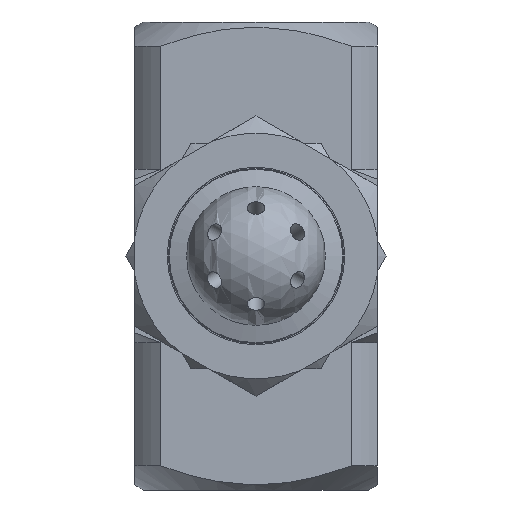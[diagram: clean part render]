
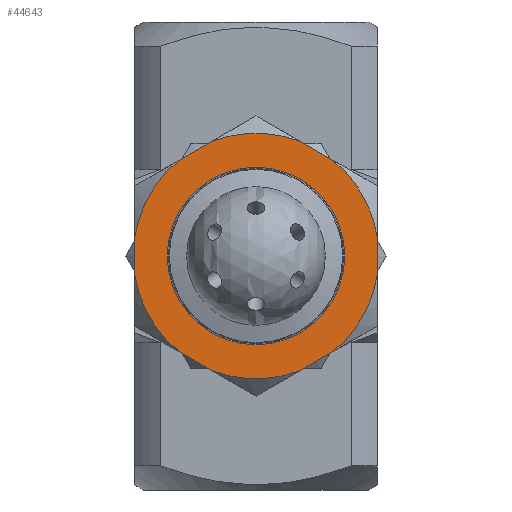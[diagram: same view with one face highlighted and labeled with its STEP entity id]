
A CAD part, front view. The second image highlights one B-rep face of the part: STEP entity #44643.
In plain terms, the highlighted planar face has unit normal (0, -1, 0).
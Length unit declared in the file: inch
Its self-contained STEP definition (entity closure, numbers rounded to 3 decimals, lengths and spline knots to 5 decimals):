
#43960=CARTESIAN_POINT('',(-0.32,-1.1,0.));
#43961=VERTEX_POINT('',#43960);
#43962=CARTESIAN_POINT('',(0.,-1.1,0.));
#43963=DIRECTION('',(0.0,1.0,0.0));
#43964=DIRECTION('',(-1.0,0.0,0.0));
#43965=AXIS2_PLACEMENT_3D('',#43962,#43963,#43964);
#43966=CIRCLE('',#43965,0.32);
#43967=EDGE_CURVE('',#43961,#43961,#43966,.T.);
#43979=CARTESIAN_POINT('',(0.4375,-1.1,0.06753));
#43980=VERTEX_POINT('',#43979);
#43994=CARTESIAN_POINT('',(0.4375,-1.1,-0.06753));
#43995=VERTEX_POINT('',#43994);
#43996=CARTESIAN_POINT('',(0.4375,-1.1,0.06753));
#43997=DIRECTION('',(0.0,0.0,-1.0));
#43998=VECTOR('',#43997,0.13507);
#43999=LINE('',#43996,#43998);
#44000=EDGE_CURVE('',#43980,#43995,#43999,.T.);
#44079=CARTESIAN_POINT('',(0.16027,-1.1,0.41265));
#44080=VERTEX_POINT('',#44079);
#44094=CARTESIAN_POINT('',(0.27723,-1.1,0.34512));
#44095=VERTEX_POINT('',#44094);
#44096=CARTESIAN_POINT('',(0.16027,-1.1,0.41265));
#44097=DIRECTION('',(0.866,0.0,-0.5));
#44098=VECTOR('',#44097,0.13507);
#44099=LINE('',#44096,#44098);
#44100=EDGE_CURVE('',#44080,#44095,#44099,.T.);
#44170=CARTESIAN_POINT('',(-0.27723,-1.1,0.34512));
#44171=VERTEX_POINT('',#44170);
#44185=CARTESIAN_POINT('',(-0.16027,-1.1,0.41265));
#44186=VERTEX_POINT('',#44185);
#44187=CARTESIAN_POINT('',(-0.27723,-1.1,0.34512));
#44188=DIRECTION('',(0.866,0.0,0.5));
#44189=VECTOR('',#44188,0.13507);
#44190=LINE('',#44187,#44189);
#44191=EDGE_CURVE('',#44171,#44186,#44190,.T.);
#44261=CARTESIAN_POINT('',(-0.4375,-1.1,-0.06753));
#44262=VERTEX_POINT('',#44261);
#44276=CARTESIAN_POINT('',(-0.4375,-1.1,0.06753));
#44277=VERTEX_POINT('',#44276);
#44278=CARTESIAN_POINT('',(-0.4375,-1.1,-0.06753));
#44279=DIRECTION('',(0.0,0.0,1.0));
#44280=VECTOR('',#44279,0.13507);
#44281=LINE('',#44278,#44280);
#44282=EDGE_CURVE('',#44262,#44277,#44281,.T.);
#44350=CARTESIAN_POINT('',(-0.27723,-1.1,-0.34512));
#44351=VERTEX_POINT('',#44350);
#44412=CARTESIAN_POINT('',(-0.16027,-1.1,-0.41265));
#44413=VERTEX_POINT('',#44412);
#44427=CARTESIAN_POINT('',(-0.16027,-1.1,-0.41265));
#44428=DIRECTION('',(-0.866,0.0,0.5));
#44429=VECTOR('',#44428,0.13507);
#44430=LINE('',#44427,#44429);
#44431=EDGE_CURVE('',#44413,#44351,#44430,.T.);
#44517=CARTESIAN_POINT('',(0.16027,-1.1,-0.41265));
#44518=VERTEX_POINT('',#44517);
#44561=CARTESIAN_POINT('',(0.27723,-1.1,-0.34512));
#44562=VERTEX_POINT('',#44561);
#44576=CARTESIAN_POINT('',(0.27723,-1.1,-0.34512));
#44577=DIRECTION('',(-0.866,0.0,-0.5));
#44578=VECTOR('',#44577,0.13507);
#44579=LINE('',#44576,#44578);
#44580=EDGE_CURVE('',#44562,#44518,#44579,.T.);
#44585=CARTESIAN_POINT('',(-0.375,-1.1,0.));
#44586=DIRECTION('',(0.0,-1.0,0.0));
#44587=DIRECTION('',(0.0,0.0,1.0));
#44588=AXIS2_PLACEMENT_3D('',#44585,#44586,#44587);
#44589=PLANE('',#44588);
#44590=CARTESIAN_POINT('',(0.,-1.1,0.));
#44591=DIRECTION('',(0.0,-1.0,0.0));
#44592=DIRECTION('',(0.0,0.0,1.0));
#44593=AXIS2_PLACEMENT_3D('',#44590,#44591,#44592);
#44594=CIRCLE('',#44593,0.44268);
#44595=EDGE_CURVE('',#44262,#44351,#44594,.T.);
#44596=ORIENTED_EDGE('',*,*,#44595,.T.);
#44597=ORIENTED_EDGE('',*,*,#44431,.F.);
#44598=CARTESIAN_POINT('',(0.,-1.1,0.));
#44599=DIRECTION('',(0.0,-1.0,0.0));
#44600=DIRECTION('',(0.0,0.0,1.0));
#44601=AXIS2_PLACEMENT_3D('',#44598,#44599,#44600);
#44602=CIRCLE('',#44601,0.44268);
#44603=EDGE_CURVE('',#44413,#44518,#44602,.T.);
#44604=ORIENTED_EDGE('',*,*,#44603,.T.);
#44605=ORIENTED_EDGE('',*,*,#44580,.F.);
#44606=CARTESIAN_POINT('',(0.,-1.1,0.));
#44607=DIRECTION('',(0.0,-1.0,0.0));
#44608=DIRECTION('',(0.0,0.0,1.0));
#44609=AXIS2_PLACEMENT_3D('',#44606,#44607,#44608);
#44610=CIRCLE('',#44609,0.44268);
#44611=EDGE_CURVE('',#44562,#43995,#44610,.T.);
#44612=ORIENTED_EDGE('',*,*,#44611,.T.);
#44613=ORIENTED_EDGE('',*,*,#44000,.F.);
#44614=CARTESIAN_POINT('',(0.,-1.1,0.));
#44615=DIRECTION('',(0.0,-1.0,0.0));
#44616=DIRECTION('',(0.0,0.0,1.0));
#44617=AXIS2_PLACEMENT_3D('',#44614,#44615,#44616);
#44618=CIRCLE('',#44617,0.44268);
#44619=EDGE_CURVE('',#43980,#44095,#44618,.T.);
#44620=ORIENTED_EDGE('',*,*,#44619,.T.);
#44621=ORIENTED_EDGE('',*,*,#44100,.F.);
#44622=CARTESIAN_POINT('',(0.,-1.1,0.));
#44623=DIRECTION('',(0.0,-1.0,0.0));
#44624=DIRECTION('',(0.0,0.0,1.0));
#44625=AXIS2_PLACEMENT_3D('',#44622,#44623,#44624);
#44626=CIRCLE('',#44625,0.44268);
#44627=EDGE_CURVE('',#44080,#44186,#44626,.T.);
#44628=ORIENTED_EDGE('',*,*,#44627,.T.);
#44629=ORIENTED_EDGE('',*,*,#44191,.F.);
#44630=CARTESIAN_POINT('',(0.,-1.1,0.));
#44631=DIRECTION('',(0.0,-1.0,0.0));
#44632=DIRECTION('',(0.0,0.0,1.0));
#44633=AXIS2_PLACEMENT_3D('',#44630,#44631,#44632);
#44634=CIRCLE('',#44633,0.44268);
#44635=EDGE_CURVE('',#44171,#44277,#44634,.T.);
#44636=ORIENTED_EDGE('',*,*,#44635,.T.);
#44637=ORIENTED_EDGE('',*,*,#44282,.F.);
#44638=EDGE_LOOP('',(#44596,#44597,#44604,#44605,#44612,#44613,#44620,#44621,#44628,#44629,#44636,#44637));
#44639=FACE_OUTER_BOUND('',#44638,.T.);
#44640=ORIENTED_EDGE('',*,*,#43967,.T.);
#44641=EDGE_LOOP('',(#44640));
#44642=FACE_BOUND('',#44641,.T.);
#44643=ADVANCED_FACE('',(#44639,#44642),#44589,.T.);
